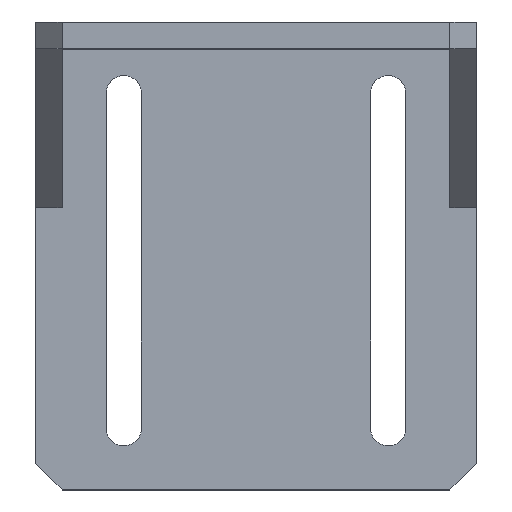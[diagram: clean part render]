
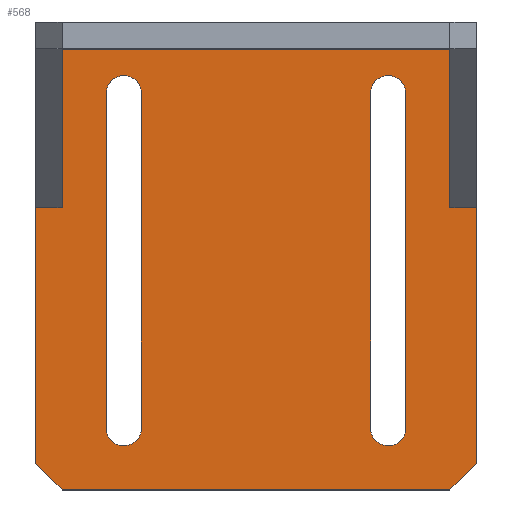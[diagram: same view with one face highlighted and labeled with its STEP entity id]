
A CAD part, top view. The second image highlights one B-rep face of the part: STEP entity #568.
In plain terms, the highlighted planar face has unit normal (0, 0, 1).
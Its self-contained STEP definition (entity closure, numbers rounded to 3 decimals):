
#2 = DIRECTION ( 'NONE',  ( 0., -1., 0. ) ) ;
#5 = CARTESIAN_POINT ( 'NONE',  ( -12., 44.999, 3. ) ) ;
#7 = VECTOR ( 'NONE', #359, 1000. ) ;
#8 = VECTOR ( 'NONE', #578, 1000. ) ;
#12 = VERTEX_POINT ( 'NONE', #237 ) ;
#20 = ORIENTED_EDGE ( 'NONE', *, *, #1033, .T. ) ;
#21 = CARTESIAN_POINT ( 'NONE',  ( 0., 0., 3. ) ) ;
#32 = PLANE ( 'NONE',  #482 ) ;
#38 = DIRECTION ( 'NONE',  ( 0., -1., 0. ) ) ;
#39 = VERTEX_POINT ( 'NONE', #1088 ) ;
#54 = CARTESIAN_POINT ( 'NONE',  ( -10., 44.999, 3. ) ) ;
#63 = CARTESIAN_POINT ( 'NONE',  ( 0., 53., 3. ) ) ;
#64 = EDGE_CURVE ( 'NONE', #1227, #12, #699, .T. ) ;
#72 = LINE ( 'NONE', #311, #1093 ) ;
#119 = CARTESIAN_POINT ( 'NONE',  ( -3., 50., 3. ) ) ;
#122 = EDGE_LOOP ( 'NONE', ( #1233, #640, #804, #1053, #1099, #209, #20, #607, #758, #955 ) ) ;
#139 = EDGE_CURVE ( 'NONE', #872, #873, #343, .T. ) ;
#147 = DIRECTION ( 'NONE',  ( 1., 0., 0. ) ) ;
#149 = EDGE_CURVE ( 'NONE', #544, #759, #469, .T. ) ;
#167 = LINE ( 'NONE', #349, #903 ) ;
#171 = VERTEX_POINT ( 'NONE', #431 ) ;
#203 = EDGE_CURVE ( 'NONE', #249, #347, #272, .T. ) ;
#209 = ORIENTED_EDGE ( 'NONE', *, *, #794, .T. ) ;
#210 = CARTESIAN_POINT ( 'NONE',  ( -42., 0., 3. ) ) ;
#215 = DIRECTION ( 'NONE',  ( 0., 0., 1. ) ) ;
#223 = EDGE_CURVE ( 'NONE', #872, #1166, #930, .T. ) ;
#227 = ORIENTED_EDGE ( 'NONE', *, *, #1092, .F. ) ;
#236 = VERTEX_POINT ( 'NONE', #1028 ) ;
#237 = CARTESIAN_POINT ( 'NONE',  ( -42., 45., 3. ) ) ;
#244 = AXIS2_PLACEMENT_3D ( 'NONE', #945, #215, #980 ) ;
#246 = CARTESIAN_POINT ( 'NONE',  ( -42., 7., 3. ) ) ;
#248 = VECTOR ( 'NONE', #381, 1000. ) ;
#249 = VERTEX_POINT ( 'NONE', #351 ) ;
#251 = CARTESIAN_POINT ( 'NONE',  ( 0., 32., 3. ) ) ;
#272 = CIRCLE ( 'NONE', #812, 2. ) ;
#273 = LINE ( 'NONE', #562, #663 ) ;
#274 = ORIENTED_EDGE ( 'NONE', *, *, #367, .F. ) ;
#285 = LINE ( 'NONE', #119, #8 ) ;
#290 = CARTESIAN_POINT ( 'NONE',  ( -3., 32., 3. ) ) ;
#291 = DIRECTION ( 'NONE',  ( 1., 0., 0. ) ) ;
#294 = FACE_BOUND ( 'NONE', #825, .T. ) ;
#311 = CARTESIAN_POINT ( 'NONE',  ( -12., 0., 3. ) ) ;
#321 = EDGE_CURVE ( 'NONE', #687, #39, #788, .T. ) ;
#324 = CARTESIAN_POINT ( 'NONE',  ( 0., 3., 3. ) ) ;
#327 = LINE ( 'NONE', #567, #1079 ) ;
#338 = EDGE_CURVE ( 'NONE', #759, #726, #1080, .T. ) ;
#343 = LINE ( 'NONE', #710, #850 ) ;
#347 = VERTEX_POINT ( 'NONE', #5 ) ;
#349 = CARTESIAN_POINT ( 'NONE',  ( -47., 32., 3. ) ) ;
#351 = CARTESIAN_POINT ( 'NONE',  ( -8., 45., 3. ) ) ;
#359 = DIRECTION ( 'NONE',  ( 1., 0., 0. ) ) ;
#367 = EDGE_CURVE ( 'NONE', #477, #911, #1051, .T. ) ;
#376 = ORIENTED_EDGE ( 'NONE', *, *, #1143, .T. ) ;
#377 = CARTESIAN_POINT ( 'NONE',  ( -47., 32., 3. ) ) ;
#381 = DIRECTION ( 'NONE',  ( 0., -1., 0. ) ) ;
#386 = FACE_OUTER_BOUND ( 'NONE', #122, .T. ) ;
#401 = VECTOR ( 'NONE', #725, 1000. ) ;
#419 = EDGE_LOOP ( 'NONE', ( #1085, #982, #938, #227 ) ) ;
#422 = CARTESIAN_POINT ( 'NONE',  ( -50., 32., 3. ) ) ;
#431 = CARTESIAN_POINT ( 'NONE',  ( -47., 0., 3. ) ) ;
#442 = EDGE_CURVE ( 'NONE', #39, #1227, #1200, .T. ) ;
#458 = DIRECTION ( 'NONE',  ( 1., 0., 0. ) ) ;
#463 = EDGE_CURVE ( 'NONE', #171, #544, #835, .T. ) ;
#469 = LINE ( 'NONE', #324, #526 ) ;
#477 = VERTEX_POINT ( 'NONE', #1148 ) ;
#482 = AXIS2_PLACEMENT_3D ( 'NONE', #21, #901, #506 ) ;
#506 = DIRECTION ( 'NONE',  ( -1., 0., 0. ) ) ;
#521 = DIRECTION ( 'NONE',  ( 0.707, 0.707, 0. ) ) ;
#523 = AXIS2_PLACEMENT_3D ( 'NONE', #694, #690, #883 ) ;
#525 = DIRECTION ( 'NONE',  ( -1., 0., 0. ) ) ;
#526 = VECTOR ( 'NONE', #521, 1000. ) ;
#527 = LINE ( 'NONE', #210, #248 ) ;
#539 = FACE_BOUND ( 'NONE', #419, .T. ) ;
#544 = VERTEX_POINT ( 'NONE', #598 ) ;
#550 = CARTESIAN_POINT ( 'NONE',  ( -40., 7., 3. ) ) ;
#552 = DIRECTION ( 'NONE',  ( 0., 1., 0. ) ) ;
#553 = EDGE_CURVE ( 'NONE', #477, #347, #72, .T. ) ;
#558 = LINE ( 'NONE', #290, #931 ) ;
#562 = CARTESIAN_POINT ( 'NONE',  ( -47., 0., 3. ) ) ;
#567 = CARTESIAN_POINT ( 'NONE',  ( -8., 0., 3. ) ) ;
#568 = ADVANCED_FACE ( 'NONE', ( #294, #539, #386 ), #32, .F. ) ;
#576 = VERTEX_POINT ( 'NONE', #593 ) ;
#578 = DIRECTION ( 'NONE',  ( 0., -1., 0. ) ) ;
#593 = CARTESIAN_POINT ( 'NONE',  ( -50., 3., 3. ) ) ;
#598 = CARTESIAN_POINT ( 'NONE',  ( -3., 0., 3. ) ) ;
#603 = VERTEX_POINT ( 'NONE', #422 ) ;
#607 = ORIENTED_EDGE ( 'NONE', *, *, #463, .T. ) ;
#640 = ORIENTED_EDGE ( 'NONE', *, *, #1068, .F. ) ;
#651 = LINE ( 'NONE', #844, #401 ) ;
#663 = VECTOR ( 'NONE', #1136, 1000. ) ;
#687 = VERTEX_POINT ( 'NONE', #246 ) ;
#690 = DIRECTION ( 'NONE',  ( 0., 0., 1. ) ) ;
#694 = CARTESIAN_POINT ( 'NONE',  ( -40., 45., 3. ) ) ;
#699 = CIRCLE ( 'NONE', #523, 2. ) ;
#703 = EDGE_CURVE ( 'NONE', #873, #603, #167, .T. ) ;
#708 = CARTESIAN_POINT ( 'NONE',  ( -3., 50., 3. ) ) ;
#710 = CARTESIAN_POINT ( 'NONE',  ( -47., 50., 3. ) ) ;
#725 = DIRECTION ( 'NONE',  ( 0., -1., 0. ) ) ;
#726 = VERTEX_POINT ( 'NONE', #251 ) ;
#758 = ORIENTED_EDGE ( 'NONE', *, *, #149, .T. ) ;
#759 = VERTEX_POINT ( 'NONE', #932 ) ;
#788 = CIRCLE ( 'NONE', #1057, 2. ) ;
#794 = EDGE_CURVE ( 'NONE', #603, #576, #651, .T. ) ;
#804 = ORIENTED_EDGE ( 'NONE', *, *, #223, .F. ) ;
#812 = AXIS2_PLACEMENT_3D ( 'NONE', #54, #921, #147 ) ;
#825 = EDGE_LOOP ( 'NONE', ( #376, #274, #981, #1157 ) ) ;
#835 = LINE ( 'NONE', #1049, #1185 ) ;
#844 = CARTESIAN_POINT ( 'NONE',  ( -50., 0., 3. ) ) ;
#850 = VECTOR ( 'NONE', #38, 1000. ) ;
#859 = CARTESIAN_POINT ( 'NONE',  ( -47., 50., 3. ) ) ;
#872 = VERTEX_POINT ( 'NONE', #859 ) ;
#873 = VERTEX_POINT ( 'NONE', #377 ) ;
#882 = EDGE_CURVE ( 'NONE', #236, #726, #558, .T. ) ;
#883 = DIRECTION ( 'NONE',  ( 1., 0., 0. ) ) ;
#901 = DIRECTION ( 'NONE',  ( 0., 0., -1. ) ) ;
#903 = VECTOR ( 'NONE', #525, 1000. ) ;
#911 = VERTEX_POINT ( 'NONE', #1243 ) ;
#921 = DIRECTION ( 'NONE',  ( 0., 0., 1. ) ) ;
#930 = LINE ( 'NONE', #1117, #7 ) ;
#931 = VECTOR ( 'NONE', #291, 1000. ) ;
#932 = CARTESIAN_POINT ( 'NONE',  ( 0., 3., 3. ) ) ;
#938 = ORIENTED_EDGE ( 'NONE', *, *, #321, .F. ) ;
#945 = CARTESIAN_POINT ( 'NONE',  ( -10., 7., 3. ) ) ;
#955 = ORIENTED_EDGE ( 'NONE', *, *, #338, .T. ) ;
#980 = DIRECTION ( 'NONE',  ( 1., 0., 0. ) ) ;
#981 = ORIENTED_EDGE ( 'NONE', *, *, #553, .T. ) ;
#982 = ORIENTED_EDGE ( 'NONE', *, *, #442, .F. ) ;
#996 = CARTESIAN_POINT ( 'NONE',  ( -38., 45., 3. ) ) ;
#1028 = CARTESIAN_POINT ( 'NONE',  ( -3., 32., 3. ) ) ;
#1033 = EDGE_CURVE ( 'NONE', #576, #171, #273, .T. ) ;
#1038 = VECTOR ( 'NONE', #552, 1000. ) ;
#1049 = CARTESIAN_POINT ( 'NONE',  ( 0., 0., 3. ) ) ;
#1051 = CIRCLE ( 'NONE', #244, 2. ) ;
#1053 = ORIENTED_EDGE ( 'NONE', *, *, #139, .T. ) ;
#1057 = AXIS2_PLACEMENT_3D ( 'NONE', #550, #1142, #458 ) ;
#1068 = EDGE_CURVE ( 'NONE', #1166, #236, #285, .T. ) ;
#1071 = DIRECTION ( 'NONE',  ( 0., 1., 0. ) ) ;
#1079 = VECTOR ( 'NONE', #2, 1000. ) ;
#1080 = LINE ( 'NONE', #63, #1038 ) ;
#1084 = DIRECTION ( 'NONE',  ( 0., 1., 0. ) ) ;
#1085 = ORIENTED_EDGE ( 'NONE', *, *, #64, .F. ) ;
#1088 = CARTESIAN_POINT ( 'NONE',  ( -38., 7., 3. ) ) ;
#1092 = EDGE_CURVE ( 'NONE', #12, #687, #527, .T. ) ;
#1093 = VECTOR ( 'NONE', #1084, 1000. ) ;
#1099 = ORIENTED_EDGE ( 'NONE', *, *, #703, .T. ) ;
#1117 = CARTESIAN_POINT ( 'NONE',  ( -50., 50., 3. ) ) ;
#1121 = VECTOR ( 'NONE', #1071, 1000. ) ;
#1136 = DIRECTION ( 'NONE',  ( 0.707, -0.707, 0. ) ) ;
#1137 = CARTESIAN_POINT ( 'NONE',  ( -38., 0., 3. ) ) ;
#1142 = DIRECTION ( 'NONE',  ( 0., 0., 1. ) ) ;
#1143 = EDGE_CURVE ( 'NONE', #249, #911, #327, .T. ) ;
#1148 = CARTESIAN_POINT ( 'NONE',  ( -12., 7., 3. ) ) ;
#1157 = ORIENTED_EDGE ( 'NONE', *, *, #203, .F. ) ;
#1164 = DIRECTION ( 'NONE',  ( 1., 0., 0. ) ) ;
#1166 = VERTEX_POINT ( 'NONE', #708 ) ;
#1185 = VECTOR ( 'NONE', #1164, 1000. ) ;
#1200 = LINE ( 'NONE', #1137, #1121 ) ;
#1227 = VERTEX_POINT ( 'NONE', #996 ) ;
#1233 = ORIENTED_EDGE ( 'NONE', *, *, #882, .F. ) ;
#1243 = CARTESIAN_POINT ( 'NONE',  ( -8., 7., 3. ) ) ;
